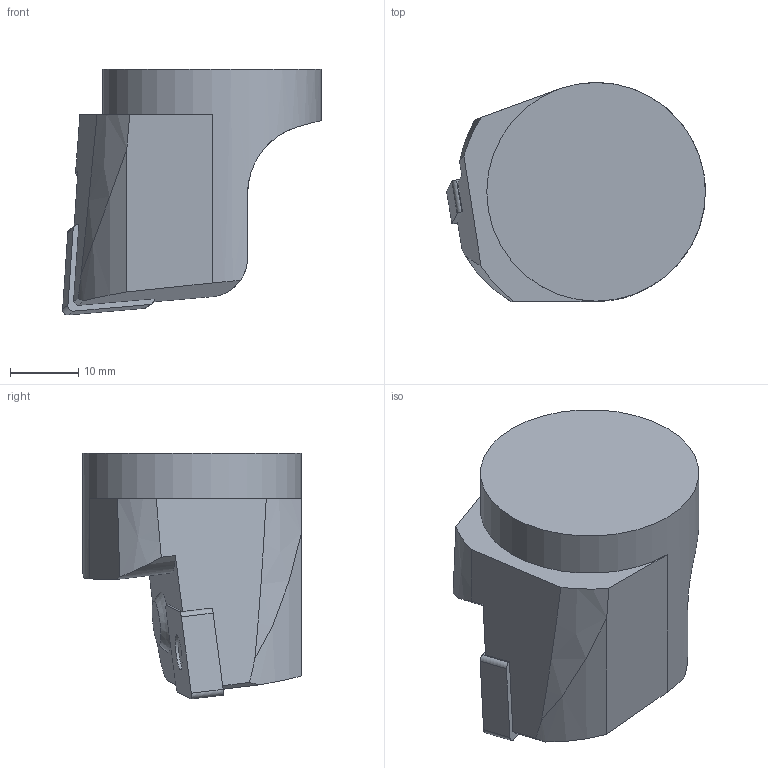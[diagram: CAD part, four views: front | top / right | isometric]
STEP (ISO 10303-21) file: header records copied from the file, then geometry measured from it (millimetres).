
FILE_DESCRIPTION(/* description */ (''),/* implementation_level */ '2;1');
FILE_NAME(/* name */ '1642338711044.stp',/* time_stamp */ '2022-01-16T18:42:27+05:00',/* author */ (''),/* organization */ ('SMS'),/* preprocessor_version */ 'ST-DEVELOPER v16.7',/* originating_system */ 'SIEMENS PLM Software NX 12.0',/* authorisation */ '');
FILE_SCHEMA (('AUTOMOTIVE_DESIGN { 1 0 10303 214 3 1 1 1 }'));
Length unit declared in the file: millimetre
Products named in the file (4): ASSEMBLY_CONSTRUCTION; 201665573mod000_01; IsoTurningInsert; 201665570mod000_01
Assembly tree (3 placements, depth 2):
  201665570mod000_01
    IsoTurningInsert
    201665573mod000_01
    ASSEMBLY_CONSTRUCTION
Bounding box: 37.87 x 32 x 36 mm (x, y, z)
Volume: 20863.5 mm3; surface area: 5472.5 mm2
Topology: 2 solids, 2 shells, 41 faces, 108 edges, 81 vertices
Faces by surface type: plane 24, cylinder 14, cone 3
Full cylindrical faces by diameter (mm): 5.156 x2, 32 x1
Entity records: 1528 total; most frequent: CARTESIAN_POINT 333, DIRECTION 230, ORIENTED_EDGE 200, EDGE_CURVE 100, AXIS2_PLACEMENT_3D 88, VERTEX_POINT 69, LINE 54, VECTOR 54
